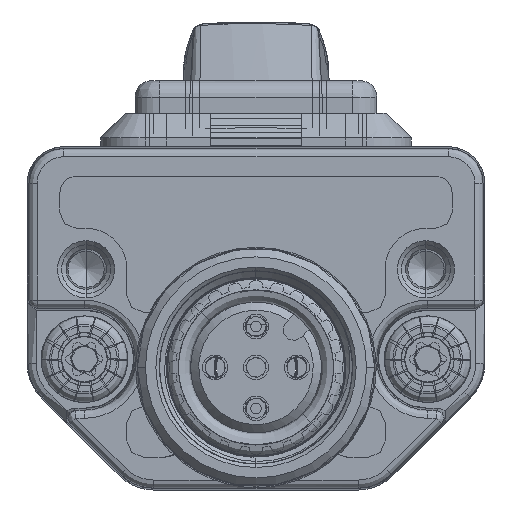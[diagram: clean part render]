
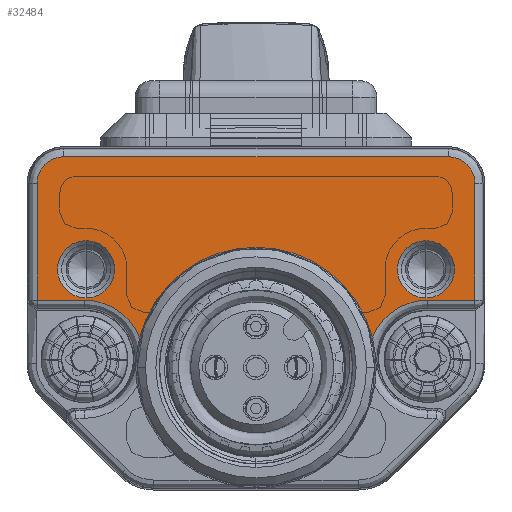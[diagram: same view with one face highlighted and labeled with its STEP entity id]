
A CAD part, left-side view. The second image highlights one B-rep face of the part: STEP entity #32484.
In plain terms, the highlighted face is planar.
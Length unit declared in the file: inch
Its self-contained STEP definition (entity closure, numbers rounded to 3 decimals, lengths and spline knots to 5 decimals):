
#27443=CARTESIAN_POINT('',(13.,13.5,10.3923));
#27444=DIRECTION('',(-1.,0.,0.));
#27445=DIRECTION('',(0.,1.,0.));
#27446=AXIS2_PLACEMENT_3D('',#27443,#27444,#27445);
#27448=CARTESIAN_POINT('',(13.,13.5,10.3923));
#27449=DIRECTION('',(-1.,0.,0.));
#27450=DIRECTION('',(0.,-1.,0.));
#27451=AXIS2_PLACEMENT_3D('',#27448,#27449,#27450);
#27453=CARTESIAN_POINT('',(13.,13.5,-10.3923));
#27454=DIRECTION('',(-1.,0.,0.));
#27455=DIRECTION('',(0.,-1.,0.));
#27456=AXIS2_PLACEMENT_3D('',#27453,#27454,#27455);
#27458=CARTESIAN_POINT('',(13.,13.5,-10.3923));
#27459=DIRECTION('',(-1.,0.,0.));
#27460=DIRECTION('',(0.,1.,0.));
#27461=AXIS2_PLACEMENT_3D('',#27458,#27459,#27460);
#27463=CARTESIAN_POINT('',(13.,8.,-10.5));
#27464=DIRECTION('',(-1.,0.,0.));
#27465=DIRECTION('',(0.,0.359,0.933));
#27466=AXIS2_PLACEMENT_3D('',#27463,#27464,#27465);
#27468=CARTESIAN_POINT('',(13.,7.5,0.));
#27469=DIRECTION('',(1.,0.,0.));
#27470=DIRECTION('',(0.,0.244,-0.97));
#27471=AXIS2_PLACEMENT_3D('',#27468,#27469,#27470);
#27473=CARTESIAN_POINT('',(13.,8.,10.5));
#27474=DIRECTION('',(-1.,0.,0.));
#27475=DIRECTION('',(0.,1.,0.));
#27476=AXIS2_PLACEMENT_3D('',#27473,#27474,#27475);
#27478=DIRECTION('',(0.,0.,-1.));
#27479=VECTOR('',#27478,2.8909);
#27480=CARTESIAN_POINT('',(13.,11.61353,13.3909));
#27481=LINE('',#27480,#27479);
#27482=DIRECTION('',(0.,-1.,0.));
#27483=VECTOR('',#27482,7.13647);
#27484=CARTESIAN_POINT('',(13.,18.75,13.3909));
#27485=LINE('',#27484,#27483);
#27486=CARTESIAN_POINT('',(13.,18.75,11.75));
#27487=DIRECTION('',(1.,0.,0.));
#27488=DIRECTION('',(0.,1.,0.));
#27489=AXIS2_PLACEMENT_3D('',#27486,#27487,#27488);
#27491=DIRECTION('',(0.,0.,1.));
#27492=VECTOR('',#27491,23.5);
#27493=CARTESIAN_POINT('',(13.,20.3909,-11.75));
#27494=LINE('',#27493,#27492);
#27495=CARTESIAN_POINT('',(13.,18.75,-11.75));
#27496=DIRECTION('',(1.,0.,0.));
#27497=DIRECTION('',(0.,0.,-1.));
#27498=AXIS2_PLACEMENT_3D('',#27495,#27496,#27497);
#27500=DIRECTION('',(0.,1.,0.));
#27501=VECTOR('',#27500,7.13647);
#27502=CARTESIAN_POINT('',(13.,11.61353,-13.3909));
#27503=LINE('',#27502,#27501);
#27504=DIRECTION('',(0.,0.,-1.));
#27505=VECTOR('',#27504,2.8909);
#27506=CARTESIAN_POINT('',(13.,11.61353,-10.5));
#27507=LINE('',#27506,#27505);
#27684=CARTESIAN_POINT('',(13.,9.29654,-7.1271));
#27752=CARTESIAN_POINT('',(13.,9.29654,7.12711));
#31762=VERTEX_POINT('',#27684);
#31763=VERTEX_POINT('',#27752);
#31828=CARTESIAN_POINT('',(13.,20.3909,11.75));
#31829=CARTESIAN_POINT('',(13.,18.75,13.3909));
#31830=VERTEX_POINT('',#31828);
#31831=VERTEX_POINT('',#31829);
#31836=CARTESIAN_POINT('',(13.,20.3909,-11.75));
#31837=VERTEX_POINT('',#31836);
#31840=CARTESIAN_POINT('',(13.,18.75,-13.3909));
#31841=VERTEX_POINT('',#31840);
#31868=CARTESIAN_POINT('',(13.,15.25,10.3923));
#31869=CARTESIAN_POINT('',(13.,11.75,10.3923));
#31870=VERTEX_POINT('',#31868);
#31871=VERTEX_POINT('',#31869);
#31872=CARTESIAN_POINT('',(13.,11.75,-10.3923));
#31873=CARTESIAN_POINT('',(13.,15.25,-10.3923));
#31874=VERTEX_POINT('',#31872);
#31875=VERTEX_POINT('',#31873);
#31876=CARTESIAN_POINT('',(13.,11.61353,-10.5));
#31877=VERTEX_POINT('',#31876);
#31878=CARTESIAN_POINT('',(13.,11.61353,-13.3909));
#31879=VERTEX_POINT('',#31878);
#31914=CARTESIAN_POINT('',(13.,11.61353,10.5));
#31915=VERTEX_POINT('',#31914);
#31916=CARTESIAN_POINT('',(13.,11.61353,13.3909));
#31917=VERTEX_POINT('',#31916);
#32445=CARTESIAN_POINT('',(13.,0.,0.));
#32446=DIRECTION('',(1.,0.,0.));
#32447=DIRECTION('',(0.,0.,-1.));
#32448=AXIS2_PLACEMENT_3D('',#32445,#32446,#32447);
#32449=PLANE('',#32448);
#32451=ORIENTED_EDGE('',*,*,#32450,.F.);
#32453=ORIENTED_EDGE('',*,*,#32452,.T.);
#32455=ORIENTED_EDGE('',*,*,#32454,.F.);
#32457=ORIENTED_EDGE('',*,*,#32456,.F.);
#32459=ORIENTED_EDGE('',*,*,#32458,.F.);
#32461=ORIENTED_EDGE('',*,*,#32460,.F.);
#32463=ORIENTED_EDGE('',*,*,#32462,.F.);
#32465=ORIENTED_EDGE('',*,*,#32464,.F.);
#32467=ORIENTED_EDGE('',*,*,#32466,.F.);
#32469=ORIENTED_EDGE('',*,*,#32468,.F.);
#32470=EDGE_LOOP('',(#32451,#32453,#32455,#32457,#32459,#32461,#32463,#32465,
#32467,#32469));
#32471=FACE_OUTER_BOUND('',#32470,.F.);
#32473=ORIENTED_EDGE('',*,*,#32472,.F.);
#32475=ORIENTED_EDGE('',*,*,#32474,.F.);
#32476=EDGE_LOOP('',(#32473,#32475));
#32477=FACE_BOUND('',#32476,.F.);
#32479=ORIENTED_EDGE('',*,*,#32478,.F.);
#32481=ORIENTED_EDGE('',*,*,#32480,.F.);
#32482=EDGE_LOOP('',(#32479,#32481));
#32483=FACE_BOUND('',#32482,.F.);
#32484=ADVANCED_FACE('',(#32471,#32477,#32483),#32449,.T.);
#27447=CIRCLE('',#27446,1.75);
#27452=CIRCLE('',#27451,1.75);
#27457=CIRCLE('',#27456,1.75);
#27462=CIRCLE('',#27461,1.75);
#27467=CIRCLE('',#27466,3.61353);
#27472=CIRCLE('',#27471,7.35);
#27477=CIRCLE('',#27476,3.61353);
#27490=CIRCLE('',#27489,1.6409);
#27499=CIRCLE('',#27498,1.6409);
#32450=EDGE_CURVE('',#31762,#31877,#27467,.T.);
#32452=EDGE_CURVE('',#31762,#31763,#27472,.T.);
#32454=EDGE_CURVE('',#31915,#31763,#27477,.T.);
#32456=EDGE_CURVE('',#31917,#31915,#27481,.T.);
#32458=EDGE_CURVE('',#31831,#31917,#27485,.T.);
#32460=EDGE_CURVE('',#31830,#31831,#27490,.T.);
#32462=EDGE_CURVE('',#31837,#31830,#27494,.T.);
#32464=EDGE_CURVE('',#31841,#31837,#27499,.T.);
#32466=EDGE_CURVE('',#31879,#31841,#27503,.T.);
#32468=EDGE_CURVE('',#31877,#31879,#27507,.T.);
#32472=EDGE_CURVE('',#31870,#31871,#27447,.T.);
#32474=EDGE_CURVE('',#31871,#31870,#27452,.T.);
#32478=EDGE_CURVE('',#31874,#31875,#27457,.T.);
#32480=EDGE_CURVE('',#31875,#31874,#27462,.T.);
